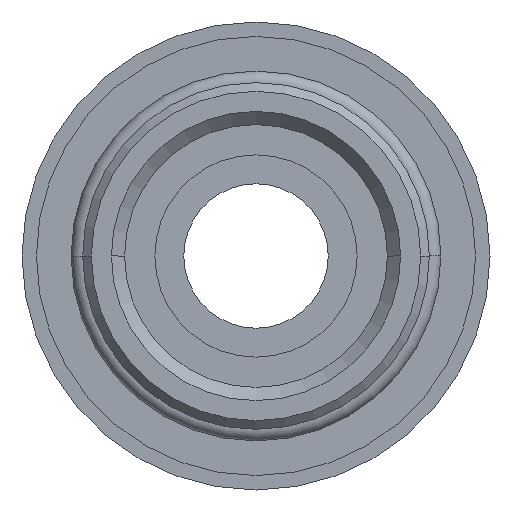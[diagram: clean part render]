
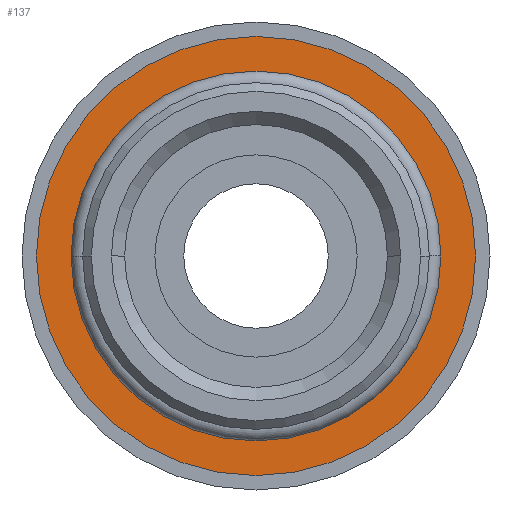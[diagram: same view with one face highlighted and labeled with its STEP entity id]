
A CAD part, front view. The second image highlights one B-rep face of the part: STEP entity #137.
In plain terms, the highlighted planar face has unit normal (0, -1, 0).
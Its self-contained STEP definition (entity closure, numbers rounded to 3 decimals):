
#137=ADVANCED_FACE('',(#311,#312),#313,.T.);
#311=FACE_OUTER_BOUND('',#516,.T.);
#312=FACE_BOUND('',#517,.T.);
#313=PLANE('',#518);
#516=EDGE_LOOP('',(#836,#837));
#517=EDGE_LOOP('',(#838,#839));
#518=AXIS2_PLACEMENT_3D('',#840,#841,#842);
#836=ORIENTED_EDGE('',*,*,#1225,.F.);
#837=ORIENTED_EDGE('',*,*,#1138,.F.);
#838=ORIENTED_EDGE('',*,*,#1226,.T.);
#839=ORIENTED_EDGE('',*,*,#1227,.T.);
#840=CARTESIAN_POINT('',(6.8,4.0,0.0));
#841=DIRECTION('',(-0.0,-1.0,-0.0));
#842=DIRECTION('',(-1.0,0.0,0.0));
#1138=EDGE_CURVE('',#1337,#1332,#1339,.T.);
#1225=EDGE_CURVE('',#1332,#1337,#1474,.T.);
#1226=EDGE_CURVE('',#1475,#1476,#1477,.T.);
#1227=EDGE_CURVE('',#1476,#1475,#1478,.T.);
#1332=VERTEX_POINT('',#1595);
#1337=VERTEX_POINT('',#1601);
#1339=CIRCLE('',#1604,7.6);
#1474=CIRCLE('',#1759,7.6);
#1475=VERTEX_POINT('',#1760);
#1476=VERTEX_POINT('',#1761);
#1477=CIRCLE('',#1762,6.0);
#1478=CIRCLE('',#1763,6.0);
#1595=CARTESIAN_POINT('',(7.6,4.0,0.0));
#1601=CARTESIAN_POINT('',(-7.6,4.0,0.));
#1604=AXIS2_PLACEMENT_3D('',#1900,#1901,#1902);
#1759=AXIS2_PLACEMENT_3D('',#2055,#2056,#2057);
#1760=CARTESIAN_POINT('',(6.0,4.0,0.0));
#1761=CARTESIAN_POINT('',(-6.0,4.0,0.));
#1762=AXIS2_PLACEMENT_3D('',#2058,#2059,#2060);
#1763=AXIS2_PLACEMENT_3D('',#2061,#2062,#2063);
#1900=CARTESIAN_POINT('',(0.0,4.0,0.0));
#1901=DIRECTION('',(-0.0,1.0,0.0));
#1902=DIRECTION('',(1.0,0.0,0.0));
#2055=CARTESIAN_POINT('',(0.0,4.0,0.0));
#2056=DIRECTION('',(-0.0,1.0,0.0));
#2057=DIRECTION('',(1.0,0.0,0.0));
#2058=CARTESIAN_POINT('',(0.0,4.0,0.0));
#2059=DIRECTION('',(-0.0,1.0,0.0));
#2060=DIRECTION('',(1.0,0.0,0.0));
#2061=CARTESIAN_POINT('',(0.0,4.0,0.0));
#2062=DIRECTION('',(-0.0,1.0,0.0));
#2063=DIRECTION('',(1.0,0.0,0.0));
